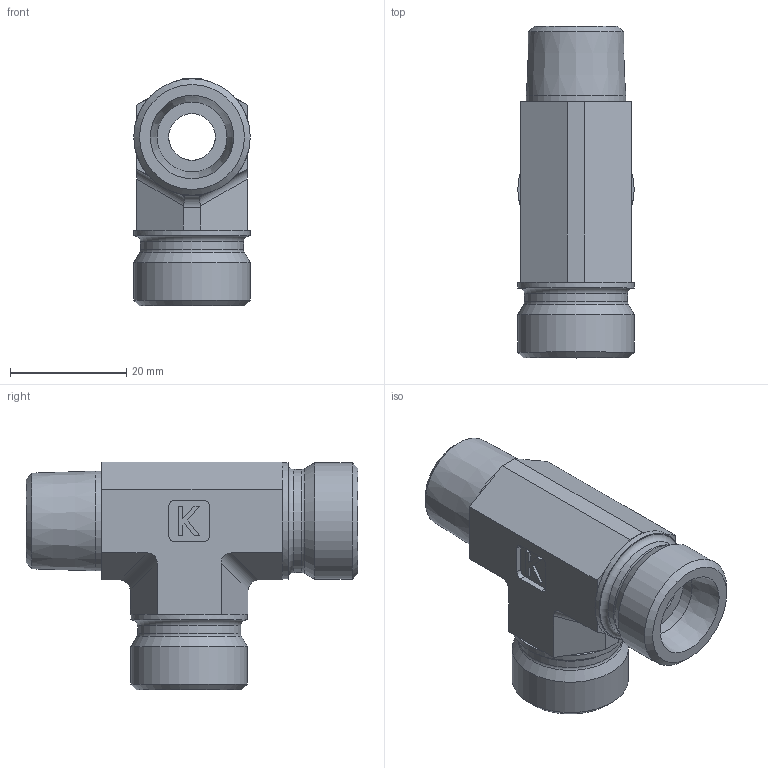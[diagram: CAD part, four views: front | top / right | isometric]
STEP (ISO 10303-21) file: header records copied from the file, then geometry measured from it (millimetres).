
FILE_DESCRIPTION((''),'2;1');
FILE_NAME('2514123820.stp','2014-10-08T11:52:32',(''),('KNOMI spol. s r. o.'),'Autodesk Inventor 2012','Autodesk Inventor 2012','');
FILE_SCHEMA(('AUTOMOTIVE_DESIGN { 1 2 10303 214 0 1 1 1 }'));
Length unit declared in the file: millimetre
Products named in the file (1): TBCR3 12SR R3/8/M20
Bounding box: 20 x 57 x 39.1 mm (x, y, z)
Volume: 17083.6 mm3; surface area: 7513.6 mm2
Topology: 1 solids, 1 shells, 101 faces, 245 edges, 152 vertices
Faces by surface type: plane 67, cylinder 21, cone 9, torus 4
Full cylindrical faces by diameter (mm): 8 x2, 12 x2, 17.131 x1, 17.7 x2, 20 x4
Entity records: 2764 total; most frequent: DIRECTION 496, CARTESIAN_POINT 458, ORIENTED_EDGE 424, EDGE_CURVE 212, AXIS2_PLACEMENT_3D 182, VERTEX_POINT 144, EDGE_LOOP 136, VECTOR 132
